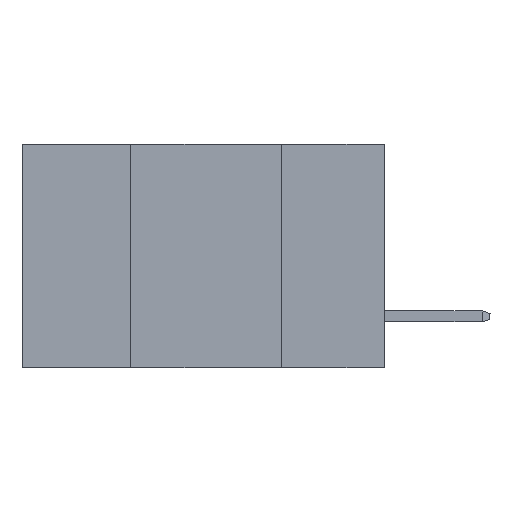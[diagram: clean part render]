
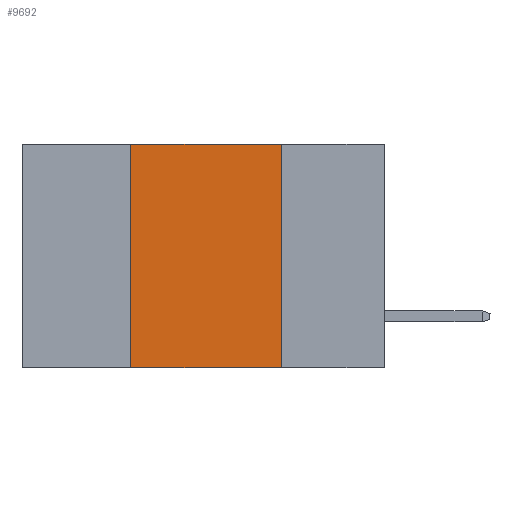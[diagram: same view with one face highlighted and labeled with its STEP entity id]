
A CAD part, left-side view. The second image highlights one B-rep face of the part: STEP entity #9692.
In plain terms, the highlighted planar face has unit normal (-1, 0, 0).
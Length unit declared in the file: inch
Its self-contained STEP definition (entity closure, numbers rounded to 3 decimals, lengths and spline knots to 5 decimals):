
#19 = CARTESIAN_POINT ( 'NONE',  ( 0., 0.42, -0.37 ) ) ;
#964 = LINE ( 'NONE', #7501, #8753 ) ;
#1527 = DIRECTION ( 'NONE',  ( 0., 0., -1. ) ) ;
#3051 = FACE_OUTER_BOUND ( 'NONE', #7201, .T. ) ;
#3279 = VERTEX_POINT ( 'NONE', #3813 ) ;
#3427 = EDGE_CURVE ( 'NONE', #6340, #6874, #13798, .T. ) ;
#3748 = EDGE_CURVE ( 'NONE', #6340, #3279, #5522, .T. ) ;
#3813 = CARTESIAN_POINT ( 'NONE',  ( 0., 0.42, 0. ) ) ;
#4507 = ORIENTED_EDGE ( 'NONE', *, *, #12128, .F. ) ;
#4557 = AXIS2_PLACEMENT_3D ( 'NONE', #14189, #11961, #8664 ) ;
#4624 = VERTEX_POINT ( 'NONE', #13820 ) ;
#5522 = LINE ( 'NONE', #19, #10620 ) ;
#6021 = LINE ( 'NONE', #11479, #13406 ) ;
#6340 = VERTEX_POINT ( 'NONE', #10388 ) ;
#6874 = VERTEX_POINT ( 'NONE', #9505 ) ;
#7201 = EDGE_LOOP ( 'NONE', ( #4507, #13808, #8963, #8660 ) ) ;
#7501 = CARTESIAN_POINT ( 'NONE',  ( 0., 0.6, 0. ) ) ;
#7644 = DIRECTION ( 'NONE',  ( 0., -1., 0. ) ) ;
#8297 = CARTESIAN_POINT ( 'NONE',  ( 0., 0.6, -0.37 ) ) ;
#8660 = ORIENTED_EDGE ( 'NONE', *, *, #3427, .T. ) ;
#8664 = DIRECTION ( 'NONE',  ( 0., 0., -1. ) ) ;
#8753 = VECTOR ( 'NONE', #7644, 39.37008 ) ;
#8853 = DIRECTION ( 'NONE',  ( 0., 0., 1. ) ) ;
#8963 = ORIENTED_EDGE ( 'NONE', *, *, #3748, .F. ) ;
#9120 = VECTOR ( 'NONE', #11717, 39.37008 ) ;
#9505 = CARTESIAN_POINT ( 'NONE',  ( 0., 0.17, -0.37 ) ) ;
#9692 = ADVANCED_FACE ( 'NONE', ( #3051 ), #10648, .F. ) ;
#10388 = CARTESIAN_POINT ( 'NONE',  ( 0., 0.42, -0.37 ) ) ;
#10620 = VECTOR ( 'NONE', #8853, 39.37008 ) ;
#10648 = PLANE ( 'NONE',  #4557 ) ;
#11479 = CARTESIAN_POINT ( 'NONE',  ( 0., 0.17, -0.37 ) ) ;
#11717 = DIRECTION ( 'NONE',  ( 0., -1., 0. ) ) ;
#11961 = DIRECTION ( 'NONE',  ( 1., 0., 0. ) ) ;
#12128 = EDGE_CURVE ( 'NONE', #4624, #6874, #6021, .T. ) ;
#13034 = EDGE_CURVE ( 'NONE', #3279, #4624, #964, .T. ) ;
#13406 = VECTOR ( 'NONE', #1527, 39.37008 ) ;
#13798 = LINE ( 'NONE', #8297, #9120 ) ;
#13808 = ORIENTED_EDGE ( 'NONE', *, *, #13034, .F. ) ;
#13820 = CARTESIAN_POINT ( 'NONE',  ( 0., 0.17, 0. ) ) ;
#14189 = CARTESIAN_POINT ( 'NONE',  ( 0., 0.6, 0. ) ) ;
